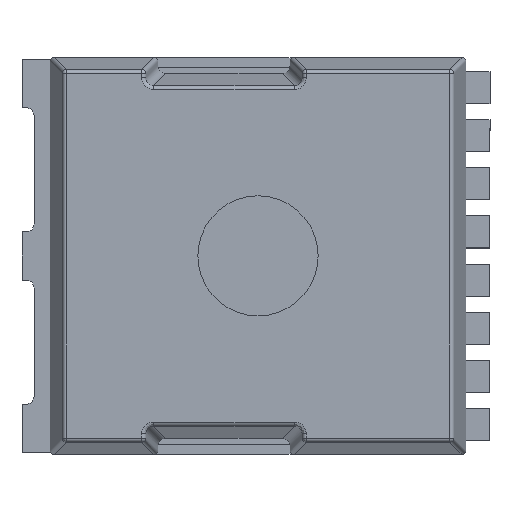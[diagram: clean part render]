
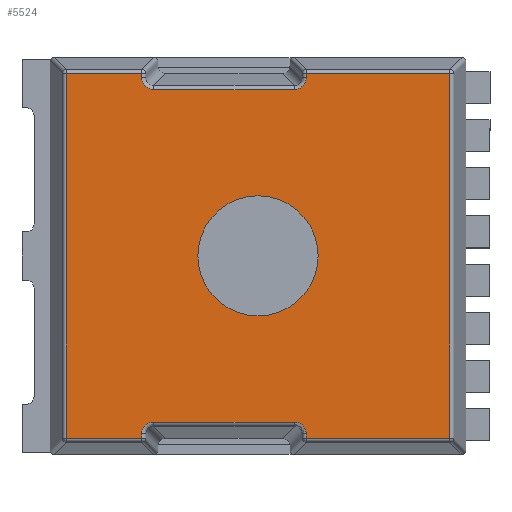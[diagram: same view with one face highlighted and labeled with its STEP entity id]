
A CAD part, top view. The second image highlights one B-rep face of the part: STEP entity #5524.
In plain terms, the highlighted planar face has unit normal (0, 0, 1).
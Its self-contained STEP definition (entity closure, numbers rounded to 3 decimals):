
#126=ELLIPSE('',#6832,0.309,0.3);
#127=ELLIPSE('',#6833,0.309,0.3);
#128=ELLIPSE('',#6834,0.309,0.3);
#129=ELLIPSE('',#6835,0.309,0.3);
#160=LINE('',#8932,#828);
#161=LINE('',#8935,#829);
#162=LINE('',#8937,#830);
#163=LINE('',#8939,#831);
#164=LINE('',#8941,#832);
#165=LINE('',#8945,#833);
#166=LINE('',#8949,#834);
#167=LINE('',#8951,#835);
#168=LINE('',#8953,#836);
#169=LINE('',#8955,#837);
#170=LINE('',#8957,#838);
#171=LINE('',#8961,#839);
#828=VECTOR('',#7312,1000.);
#829=VECTOR('',#7313,1000.);
#830=VECTOR('',#7314,1000.);
#831=VECTOR('',#7315,1000.);
#832=VECTOR('',#7316,1000.);
#833=VECTOR('',#7319,1000.);
#834=VECTOR('',#7322,1000.);
#835=VECTOR('',#7323,1000.);
#836=VECTOR('',#7324,1000.);
#837=VECTOR('',#7325,1000.);
#838=VECTOR('',#7326,1000.);
#839=VECTOR('',#7329,1000.);
#1496=ORIENTED_EDGE('',*,*,#3176,.T.);
#1497=ORIENTED_EDGE('',*,*,#3177,.T.);
#1498=ORIENTED_EDGE('',*,*,#3178,.T.);
#1499=ORIENTED_EDGE('',*,*,#3179,.T.);
#1500=ORIENTED_EDGE('',*,*,#3180,.T.);
#1501=ORIENTED_EDGE('',*,*,#3181,.T.);
#1502=ORIENTED_EDGE('',*,*,#3182,.T.);
#1503=ORIENTED_EDGE('',*,*,#3183,.T.);
#1504=ORIENTED_EDGE('',*,*,#3184,.T.);
#1505=ORIENTED_EDGE('',*,*,#3185,.T.);
#1506=ORIENTED_EDGE('',*,*,#3186,.T.);
#1507=ORIENTED_EDGE('',*,*,#3187,.T.);
#1508=ORIENTED_EDGE('',*,*,#3188,.T.);
#1509=ORIENTED_EDGE('',*,*,#3189,.T.);
#1510=ORIENTED_EDGE('',*,*,#3190,.T.);
#1511=ORIENTED_EDGE('',*,*,#3191,.T.);
#1512=ORIENTED_EDGE('',*,*,#3192,.T.);
#3176=EDGE_CURVE('',#4016,#4016,#4554,.T.);
#3177=EDGE_CURVE('',#4017,#4018,#160,.F.);
#3178=EDGE_CURVE('',#4018,#4019,#161,.T.);
#3179=EDGE_CURVE('',#4019,#4020,#162,.T.);
#3180=EDGE_CURVE('',#4020,#4021,#163,.T.);
#3181=EDGE_CURVE('',#4021,#4022,#164,.T.);
#3182=EDGE_CURVE('',#4022,#4023,#126,.F.);
#3183=EDGE_CURVE('',#4023,#4024,#165,.T.);
#3184=EDGE_CURVE('',#4024,#4025,#127,.F.);
#3185=EDGE_CURVE('',#4025,#4026,#166,.F.);
#3186=EDGE_CURVE('',#4026,#4027,#167,.T.);
#3187=EDGE_CURVE('',#4027,#4028,#168,.T.);
#3188=EDGE_CURVE('',#4028,#4029,#169,.T.);
#3189=EDGE_CURVE('',#4029,#4030,#170,.T.);
#3190=EDGE_CURVE('',#4030,#4031,#128,.F.);
#3191=EDGE_CURVE('',#4031,#4032,#171,.T.);
#3192=EDGE_CURVE('',#4032,#4017,#129,.F.);
#4016=VERTEX_POINT('',#8931);
#4017=VERTEX_POINT('',#8933);
#4018=VERTEX_POINT('',#8934);
#4019=VERTEX_POINT('',#8936);
#4020=VERTEX_POINT('',#8938);
#4021=VERTEX_POINT('',#8940);
#4022=VERTEX_POINT('',#8942);
#4023=VERTEX_POINT('',#8944);
#4024=VERTEX_POINT('',#8946);
#4025=VERTEX_POINT('',#8948);
#4026=VERTEX_POINT('',#8950);
#4027=VERTEX_POINT('',#8952);
#4028=VERTEX_POINT('',#8954);
#4029=VERTEX_POINT('',#8956);
#4030=VERTEX_POINT('',#8958);
#4031=VERTEX_POINT('',#8960);
#4032=VERTEX_POINT('',#8962);
#4554=CIRCLE('',#6831,1.5);
#4690=EDGE_LOOP('',(#1496));
#4691=EDGE_LOOP('',(#1497,#1498,#1499,#1500,#1501,#1502,#1503,#1504,#1505,
#1506,#1507,#1508,#1509,#1510,#1511,#1512));
#5000=FACE_BOUND('',#4690,.T.);
#5001=FACE_BOUND('',#4691,.T.);
#5310=PLANE('',#6830);
#5524=ADVANCED_FACE('',(#5000,#5001),#5310,.T.);
#6830=AXIS2_PLACEMENT_3D('',#8929,#7308,#7309);
#6831=AXIS2_PLACEMENT_3D('',#8930,#7310,#7311);
#6832=AXIS2_PLACEMENT_3D('',#8943,#7317,#7318);
#6833=AXIS2_PLACEMENT_3D('',#8947,#7320,#7321);
#6834=AXIS2_PLACEMENT_3D('',#8959,#7327,#7328);
#6835=AXIS2_PLACEMENT_3D('',#8963,#7330,#7331);
#7308=DIRECTION('',(0.,0.,1.));
#7309=DIRECTION('',(1.,0.,0.));
#7310=DIRECTION('',(0.,0.,-1.));
#7311=DIRECTION('',(1.,0.,0.));
#7312=DIRECTION('',(0.,1.,0.));
#7313=DIRECTION('',(1.,0.,0.));
#7314=DIRECTION('',(0.,1.,0.));
#7315=DIRECTION('',(-1.,0.,0.));
#7316=DIRECTION('',(0.,-1.,0.));
#7317=DIRECTION('',(0.,0.,1.));
#7318=DIRECTION('',(-0.707,0.707,0.));
#7319=DIRECTION('',(-1.,0.,0.));
#7320=DIRECTION('',(0.,0.,1.));
#7321=DIRECTION('',(-0.707,-0.707,0.));
#7322=DIRECTION('',(0.,-1.,0.));
#7323=DIRECTION('',(-1.,0.,0.));
#7324=DIRECTION('',(0.,-1.,0.));
#7325=DIRECTION('',(1.,0.,0.));
#7326=DIRECTION('',(0.,1.,0.));
#7327=DIRECTION('',(0.,0.,1.));
#7328=DIRECTION('',(0.707,-0.707,0.));
#7329=DIRECTION('',(1.,0.,0.));
#7330=DIRECTION('',(0.,0.,1.));
#7331=DIRECTION('',(0.707,0.707,0.));
#8929=CARTESIAN_POINT('',(0.,0.,2.3));
#8930=CARTESIAN_POINT('',(0.,0.,2.3));
#8931=CARTESIAN_POINT('',(1.5,0.,2.3));
#8932=CARTESIAN_POINT('',(1.201,0.,2.3));
#8933=CARTESIAN_POINT('',(1.201,-4.444,2.3));
#8934=CARTESIAN_POINT('',(1.201,-4.549,2.3));
#8935=CARTESIAN_POINT('',(0.,-4.549,2.3));
#8936=CARTESIAN_POINT('',(4.789,-4.549,2.3));
#8937=CARTESIAN_POINT('',(4.789,0.,2.3));
#8938=CARTESIAN_POINT('',(4.789,4.549,2.3));
#8939=CARTESIAN_POINT('',(0.,4.549,2.3));
#8940=CARTESIAN_POINT('',(1.201,4.549,2.3));
#8941=CARTESIAN_POINT('',(1.201,0.,2.3));
#8942=CARTESIAN_POINT('',(1.201,4.444,2.3));
#8943=CARTESIAN_POINT('',(0.897,4.453,2.3));
#8944=CARTESIAN_POINT('',(0.906,4.149,2.3));
#8945=CARTESIAN_POINT('',(0.,4.149,2.3));
#8946=CARTESIAN_POINT('',(-2.606,4.149,2.3));
#8947=CARTESIAN_POINT('',(-2.597,4.453,2.3));
#8948=CARTESIAN_POINT('',(-2.901,4.444,2.3));
#8949=CARTESIAN_POINT('',(-2.901,0.,2.3));
#8950=CARTESIAN_POINT('',(-2.901,4.549,2.3));
#8951=CARTESIAN_POINT('',(0.,4.549,2.3));
#8952=CARTESIAN_POINT('',(-4.789,4.549,2.3));
#8953=CARTESIAN_POINT('',(-4.789,0.,2.3));
#8954=CARTESIAN_POINT('',(-4.789,-4.549,2.3));
#8955=CARTESIAN_POINT('',(0.,-4.549,2.3));
#8956=CARTESIAN_POINT('',(-2.901,-4.549,2.3));
#8957=CARTESIAN_POINT('',(-2.901,0.,2.3));
#8958=CARTESIAN_POINT('',(-2.901,-4.444,2.3));
#8959=CARTESIAN_POINT('',(-2.597,-4.453,2.3));
#8960=CARTESIAN_POINT('',(-2.606,-4.149,2.3));
#8961=CARTESIAN_POINT('',(0.,-4.149,2.3));
#8962=CARTESIAN_POINT('',(0.906,-4.149,2.3));
#8963=CARTESIAN_POINT('',(0.897,-4.453,2.3));
